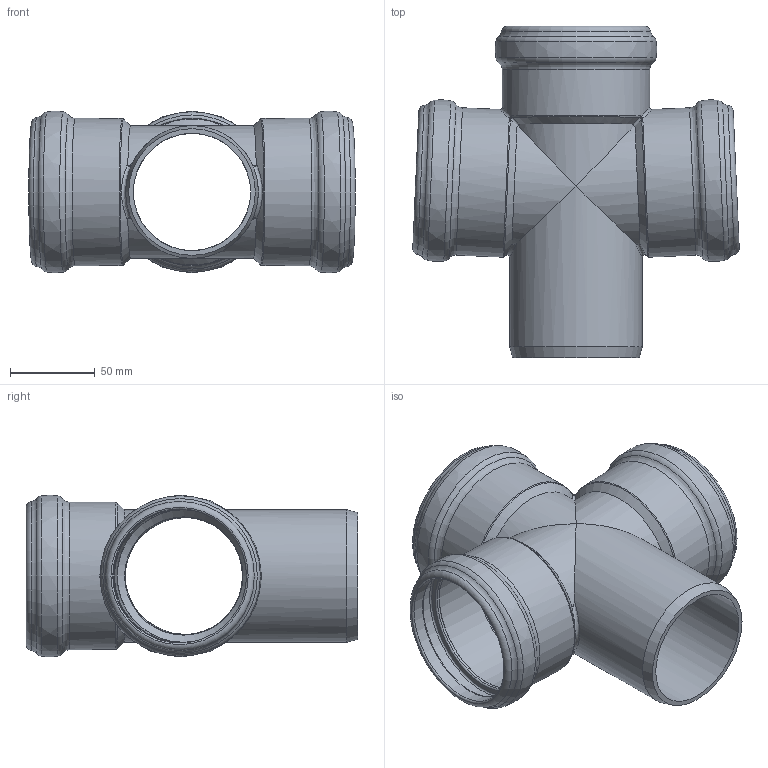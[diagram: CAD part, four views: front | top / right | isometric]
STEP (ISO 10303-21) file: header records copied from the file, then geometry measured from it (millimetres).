
FILE_DESCRIPTION(/* description */ (''),/* implementation_level */ '2;1');
FILE_NAME(/* name */ 'Doppelabzweiger DN78x78x78x87,5°.stp',/* time_stamp */ '2020-05-08T06:13:37+02:00',/* author */ ('corinna'),/* organization */ (''),/* preprocessor_version */ 'ST-DEVELOPER v18',/* originating_system */ 'Autodesk Inventor 2020',/* authorisation */ '');
FILE_SCHEMA (('AUTOMOTIVE_DESIGN { 1 0 10303 214 3 1 1 }'));
Length unit declared in the file: millimetre
Products named in the file (1): Doppelabzweiger DN78x78x78x87,5°
Bounding box: 192.55 x 195.6 x 95.43 mm (x, y, z)
Volume: 329211.5 mm3; surface area: 157321.3 mm2
Topology: 1 solids, 1 shells, 123 faces, 394 edges, 267 vertices
Faces by surface type: torus 40, bspline 39, cylinder 26, cone 14, plane 4
Full cylindrical faces by diameter (mm): 69.2 x4, 78.2 x1, 78.8 x3, 79 x6, 87 x3, 87.8 x3
Entity records: 5653 total; most frequent: CARTESIAN_POINT 2120, ORIENTED_EDGE 780, DIRECTION 766, EDGE_CURVE 390, AXIS2_PLACEMENT_3D 368, VERTEX_POINT 267, CIRCLE 263, EDGE_LOOP 127
